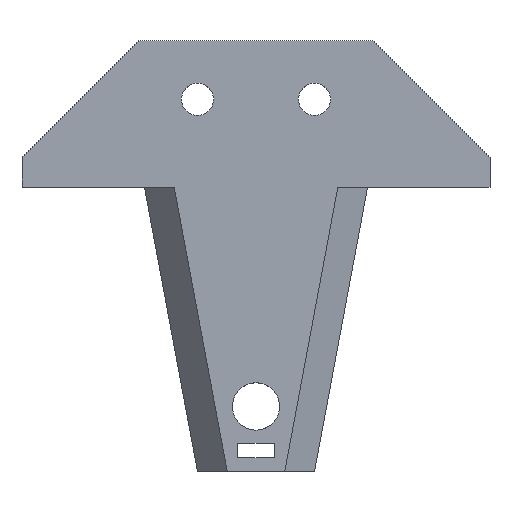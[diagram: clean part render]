
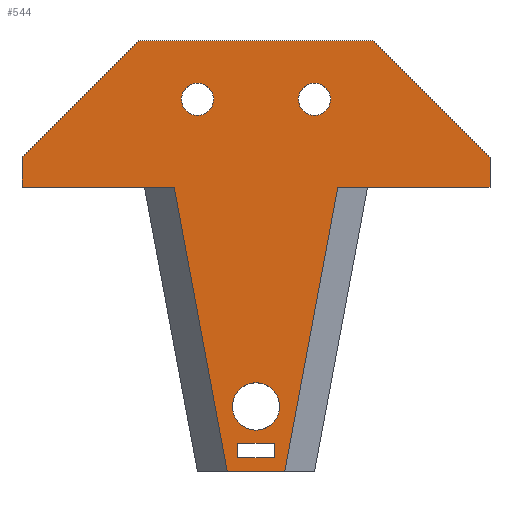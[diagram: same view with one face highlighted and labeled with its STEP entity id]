
A CAD part, top view. The second image highlights one B-rep face of the part: STEP entity #544.
In plain terms, the highlighted planar face has unit normal (0, 0, 1).
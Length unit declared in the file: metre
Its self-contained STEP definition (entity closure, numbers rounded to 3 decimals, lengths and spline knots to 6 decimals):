
#28=LINE('',#792,#86);
#29=LINE('',#795,#87);
#30=LINE('',#797,#88);
#31=LINE('',#799,#89);
#32=LINE('',#801,#90);
#33=LINE('',#803,#91);
#34=LINE('',#805,#92);
#35=LINE('',#807,#93);
#36=LINE('',#809,#94);
#37=LINE('',#811,#95);
#38=LINE('',#818,#96);
#39=LINE('',#821,#97);
#40=LINE('',#823,#98);
#41=LINE('',#825,#99);
#86=VECTOR('',#643,1.);
#87=VECTOR('',#644,1.);
#88=VECTOR('',#645,1.);
#89=VECTOR('',#646,1.);
#90=VECTOR('',#647,1.);
#91=VECTOR('',#648,1.);
#92=VECTOR('',#649,1.);
#93=VECTOR('',#650,1.);
#94=VECTOR('',#651,1.);
#95=VECTOR('',#652,1.);
#96=VECTOR('',#659,1.);
#97=VECTOR('',#660,1.);
#98=VECTOR('',#661,1.);
#99=VECTOR('',#662,1.);
#145=ORIENTED_EDGE('',*,*,#289,.T.);
#146=ORIENTED_EDGE('',*,*,#290,.T.);
#147=ORIENTED_EDGE('',*,*,#291,.T.);
#148=ORIENTED_EDGE('',*,*,#292,.T.);
#149=ORIENTED_EDGE('',*,*,#293,.T.);
#150=ORIENTED_EDGE('',*,*,#294,.F.);
#151=ORIENTED_EDGE('',*,*,#295,.T.);
#152=ORIENTED_EDGE('',*,*,#296,.F.);
#153=ORIENTED_EDGE('',*,*,#297,.T.);
#154=ORIENTED_EDGE('',*,*,#298,.T.);
#155=ORIENTED_EDGE('',*,*,#299,.F.);
#156=ORIENTED_EDGE('',*,*,#300,.T.);
#157=ORIENTED_EDGE('',*,*,#301,.F.);
#158=ORIENTED_EDGE('',*,*,#302,.F.);
#159=ORIENTED_EDGE('',*,*,#303,.T.);
#160=ORIENTED_EDGE('',*,*,#304,.T.);
#161=ORIENTED_EDGE('',*,*,#305,.F.);
#289=EDGE_CURVE('',#361,#362,#28,.T.);
#290=EDGE_CURVE('',#362,#363,#29,.T.);
#291=EDGE_CURVE('',#363,#364,#30,.T.);
#292=EDGE_CURVE('',#364,#365,#31,.T.);
#293=EDGE_CURVE('',#365,#366,#32,.F.);
#294=EDGE_CURVE('',#367,#366,#33,.T.);
#295=EDGE_CURVE('',#367,#368,#34,.T.);
#296=EDGE_CURVE('',#369,#368,#35,.T.);
#297=EDGE_CURVE('',#369,#370,#36,.T.);
#298=EDGE_CURVE('',#370,#361,#37,.T.);
#299=EDGE_CURVE('',#371,#371,#405,.T.);
#300=EDGE_CURVE('',#372,#372,#406,.T.);
#301=EDGE_CURVE('',#373,#373,#407,.T.);
#302=EDGE_CURVE('',#374,#375,#38,.T.);
#303=EDGE_CURVE('',#374,#376,#39,.T.);
#304=EDGE_CURVE('',#376,#377,#40,.T.);
#305=EDGE_CURVE('',#375,#377,#41,.T.);
#361=VERTEX_POINT('',#793);
#362=VERTEX_POINT('',#794);
#363=VERTEX_POINT('',#796);
#364=VERTEX_POINT('',#798);
#365=VERTEX_POINT('',#800);
#366=VERTEX_POINT('',#802);
#367=VERTEX_POINT('',#804);
#368=VERTEX_POINT('',#806);
#369=VERTEX_POINT('',#808);
#370=VERTEX_POINT('',#810);
#371=VERTEX_POINT('',#813);
#372=VERTEX_POINT('',#815);
#373=VERTEX_POINT('',#817);
#374=VERTEX_POINT('',#819);
#375=VERTEX_POINT('',#820);
#376=VERTEX_POINT('',#822);
#377=VERTEX_POINT('',#824);
#405=CIRCLE('',#588,0.00405);
#406=CIRCLE('',#589,0.00275);
#407=CIRCLE('',#590,0.00275);
#420=EDGE_LOOP('',(#145,#146,#147,#148,#149,#150,#151,#152,#153,#154));
#421=EDGE_LOOP('',(#155));
#422=EDGE_LOOP('',(#156));
#423=EDGE_LOOP('',(#157));
#424=EDGE_LOOP('',(#158,#159,#160,#161));
#472=FACE_BOUND('',#420,.T.);
#473=FACE_BOUND('',#421,.T.);
#474=FACE_BOUND('',#422,.T.);
#475=FACE_BOUND('',#423,.T.);
#476=FACE_BOUND('',#424,.T.);
#522=PLANE('',#587);
#544=ADVANCED_FACE('',(#472,#473,#474,#475,#476),#522,.T.);
#587=AXIS2_PLACEMENT_3D('',#791,#641,#642);
#588=AXIS2_PLACEMENT_3D('',#812,#653,#654);
#589=AXIS2_PLACEMENT_3D('',#814,#655,#656);
#590=AXIS2_PLACEMENT_3D('',#816,#657,#658);
#641=DIRECTION('',(0.,0.,1.));
#642=DIRECTION('',(1.,0.,0.));
#643=DIRECTION('',(1.,0.,0.));
#644=DIRECTION('',(0.184,0.983,0.));
#645=DIRECTION('',(1.,0.,0.));
#646=DIRECTION('',(0.,1.,0.));
#647=DIRECTION('',(0.707,-0.707,0.));
#648=DIRECTION('',(1.,0.,0.));
#649=DIRECTION('',(-0.707,-0.707,0.));
#650=DIRECTION('',(0.,1.,0.));
#651=DIRECTION('',(1.,0.,0.));
#652=DIRECTION('',(0.184,-0.983,0.));
#653=DIRECTION('',(0.,0.,1.));
#654=DIRECTION('',(1.,0.,0.));
#655=DIRECTION('',(0.,0.,-1.));
#656=DIRECTION('',(1.,0.,0.));
#657=DIRECTION('',(0.,0.,1.));
#658=DIRECTION('',(1.,0.,0.));
#659=DIRECTION('',(0.,-1.,0.));
#660=DIRECTION('',(1.,0.,0.));
#661=DIRECTION('',(0.,-1.,0.));
#662=DIRECTION('',(1.,0.,0.));
#791=CARTESIAN_POINT('',(0.,0.025725,0.005));
#792=CARTESIAN_POINT('',(0.,-0.01105,0.005));
#793=CARTESIAN_POINT('',(-0.004914,-0.01105,0.005));
#794=CARTESIAN_POINT('',(0.004914,-0.01105,0.005));
#795=CARTESIAN_POINT('',(0.014151,0.038418,0.005));
#796=CARTESIAN_POINT('',(0.01398,0.0375,0.005));
#797=CARTESIAN_POINT('',(0.,0.0375,0.005));
#798=CARTESIAN_POINT('',(0.04,0.0375,0.005));
#799=CARTESIAN_POINT('',(0.04,0.0375,0.005));
#800=CARTESIAN_POINT('',(0.04,0.0425,0.005));
#801=CARTESIAN_POINT('',(0.02,0.0625,0.005));
#802=CARTESIAN_POINT('',(0.02,0.0625,0.005));
#803=CARTESIAN_POINT('',(0.,0.0625,0.005));
#804=CARTESIAN_POINT('',(-0.02,0.0625,0.005));
#805=CARTESIAN_POINT('',(-0.02,0.0625,0.005));
#806=CARTESIAN_POINT('',(-0.04,0.0425,0.005));
#807=CARTESIAN_POINT('',(-0.04,0.0375,0.005));
#808=CARTESIAN_POINT('',(-0.04,0.0375,0.005));
#809=CARTESIAN_POINT('',(0.,0.0375,0.005));
#810=CARTESIAN_POINT('',(-0.01398,0.0375,0.005));
#811=CARTESIAN_POINT('',(-0.011384,0.023599,0.005));
#812=CARTESIAN_POINT('',(0.,0.,0.005));
#813=CARTESIAN_POINT('',(0.00405,0.,0.005));
#814=CARTESIAN_POINT('',(0.01,0.0525,0.005));
#815=CARTESIAN_POINT('',(0.01275,0.0525,0.005));
#816=CARTESIAN_POINT('',(-0.01,0.0525,0.005));
#817=CARTESIAN_POINT('',(-0.00725,0.0525,0.005));
#818=CARTESIAN_POINT('',(-0.0031,-0.00755,0.005));
#819=CARTESIAN_POINT('',(-0.0031,-0.0063,0.005));
#820=CARTESIAN_POINT('',(-0.0031,-0.0088,0.005));
#821=CARTESIAN_POINT('',(0.,-0.0063,0.005));
#822=CARTESIAN_POINT('',(0.0031,-0.0063,0.005));
#823=CARTESIAN_POINT('',(0.0031,-0.00755,0.005));
#824=CARTESIAN_POINT('',(0.0031,-0.0088,0.005));
#825=CARTESIAN_POINT('',(0.,-0.0088,0.005));
